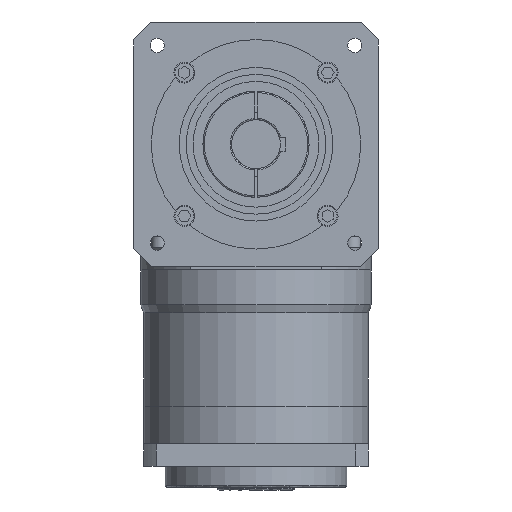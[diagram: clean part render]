
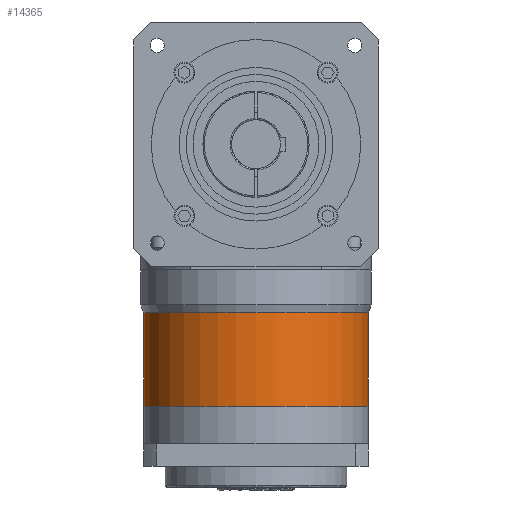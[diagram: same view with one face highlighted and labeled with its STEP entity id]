
A CAD part, front view. The second image highlights one B-rep face of the part: STEP entity #14365.
In plain terms, the highlighted cylindrical face has radius 80.5 mm (diameter 161 mm), a partial arc.
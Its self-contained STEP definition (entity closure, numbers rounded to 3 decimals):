
#249 = VERTEX_POINT ( 'NONE', #2157 ) ;
#385 = FACE_OUTER_BOUND ( 'NONE', #12753, .T. ) ;
#637 = ORIENTED_EDGE ( 'NONE', *, *, #16154, .F. ) ;
#832 = ORIENTED_EDGE ( 'NONE', *, *, #6307, .F. ) ;
#992 = CARTESIAN_POINT ( 'NONE',  ( 0., 0., -30.495 ) ) ;
#1706 = CARTESIAN_POINT ( 'NONE',  ( -80.5, 0., -30.495 ) ) ;
#1735 = EDGE_CURVE ( 'NONE', #249, #12535, #10680, .T. ) ;
#2157 = CARTESIAN_POINT ( 'NONE',  ( 80.5, 0., -97.5 ) ) ;
#2593 = DIRECTION ( 'NONE',  ( 1., 0., 0. ) ) ;
#2922 = DIRECTION ( 'NONE',  ( 0., 0., 1. ) ) ;
#3135 = AXIS2_PLACEMENT_3D ( 'NONE', #6676, #9886, #8206 ) ;
#3208 = CARTESIAN_POINT ( 'NONE',  ( 80.5, 0., -30.495 ) ) ;
#4152 = CYLINDRICAL_SURFACE ( 'NONE', #3135, 80.5 ) ;
#5683 = CARTESIAN_POINT ( 'NONE',  ( -80.5, 0., -140.5 ) ) ;
#6307 = EDGE_CURVE ( 'NONE', #16953, #12535, #17866, .T. ) ;
#6676 = CARTESIAN_POINT ( 'NONE',  ( 0., 0., -140.5 ) ) ;
#7158 = AXIS2_PLACEMENT_3D ( 'NONE', #17697, #8146, #19309 ) ;
#8146 = DIRECTION ( 'NONE',  ( 0., 0., 1. ) ) ;
#8206 = DIRECTION ( 'NONE',  ( 1., 0., 0. ) ) ;
#8938 = CARTESIAN_POINT ( 'NONE',  ( -80.5, 0., -97.5 ) ) ;
#9886 = DIRECTION ( 'NONE',  ( 0., 0., 1. ) ) ;
#10182 = VECTOR ( 'NONE', #2922, 1000. ) ;
#10256 = VERTEX_POINT ( 'NONE', #8938 ) ;
#10680 = LINE ( 'NONE', #18825, #10182 ) ;
#11326 = CIRCLE ( 'NONE', #7158, 80.5 ) ;
#12169 = DIRECTION ( 'NONE',  ( 0., 0., 1. ) ) ;
#12535 = VERTEX_POINT ( 'NONE', #3208 ) ;
#12753 = EDGE_LOOP ( 'NONE', ( #637, #19815, #16423, #832 ) ) ;
#13638 = DIRECTION ( 'NONE',  ( 0., 0., 1. ) ) ;
#14365 = ADVANCED_FACE ( 'NONE', ( #385 ), #4152, .T. ) ;
#15817 = LINE ( 'NONE', #5683, #19545 ) ;
#16154 = EDGE_CURVE ( 'NONE', #10256, #16953, #15817, .T. ) ;
#16423 = ORIENTED_EDGE ( 'NONE', *, *, #1735, .T. ) ;
#16429 = EDGE_CURVE ( 'NONE', #10256, #249, #11326, .T. ) ;
#16953 = VERTEX_POINT ( 'NONE', #1706 ) ;
#17011 = AXIS2_PLACEMENT_3D ( 'NONE', #992, #12169, #2593 ) ;
#17697 = CARTESIAN_POINT ( 'NONE',  ( 0., 0., -97.5 ) ) ;
#17866 = CIRCLE ( 'NONE', #17011, 80.5 ) ;
#18825 = CARTESIAN_POINT ( 'NONE',  ( 80.5, 0., -140.5 ) ) ;
#19309 = DIRECTION ( 'NONE',  ( 1., 0., 0. ) ) ;
#19545 = VECTOR ( 'NONE', #13638, 1000. ) ;
#19815 = ORIENTED_EDGE ( 'NONE', *, *, #16429, .T. ) ;
